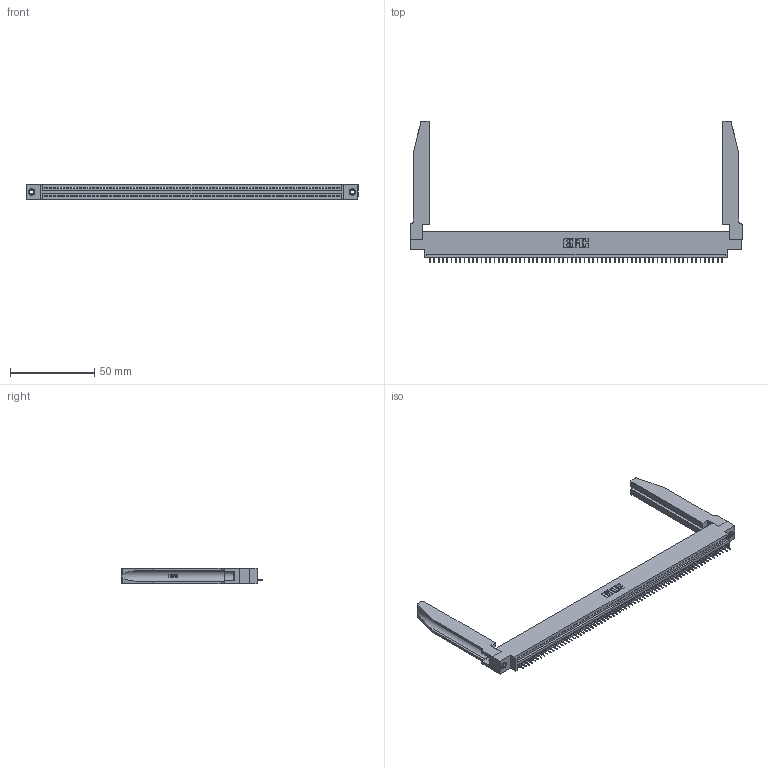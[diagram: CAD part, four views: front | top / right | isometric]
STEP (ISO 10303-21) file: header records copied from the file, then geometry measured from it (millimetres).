
FILE_DESCRIPTION (( 'STEP AP203' ), '1' );
FILE_NAME ('395-069-525-678.STEP', '2020-09-25T04:52:54', ( '' ), ( '' ), 'SwSTEP 2.0', 'SolidWorks 2020', '' );
FILE_SCHEMA (( 'CONFIG_CONTROL_DESIGN' ));
Length unit declared in the file: inch
Products named in the file (5): 345 Part_0.170 Offset - 0.156 Dia-TH; 345-292-001_345-293-125; 395-069-525-678; 345-220-078_345-220-078; 345-250-001_345-250-001-102
Assembly tree (74 placements, depth 2):
  395-069-525-678
    345 Part_0.170 Offset - 0.156 Dia-TH
    345-292-001_345-293-125  x69
    345-250-001_345-250-001-102  x2
    345-220-078_345-220-078  x2
Bounding box: 196.49 x 84 x 9.4 mm (x, y, z)
Volume: 26259.8 mm3; surface area: 30970.2 mm2
Topology: 74 solids, 74 shells, 4642 faces, 13381 edges, 8634 vertices
Faces by surface type: plane 3400, cylinder 1190, bspline 36, cone 12, torus 4
Entity records: 53242 total; most frequent: CARTESIAN_POINT 10118, ORIENTED_EDGE 9018, DIRECTION 7805, EDGE_CURVE 4509, LINE 4011, VECTOR 4011, VERTEX_POINT 2996, AXIS2_PLACEMENT_3D 1897
